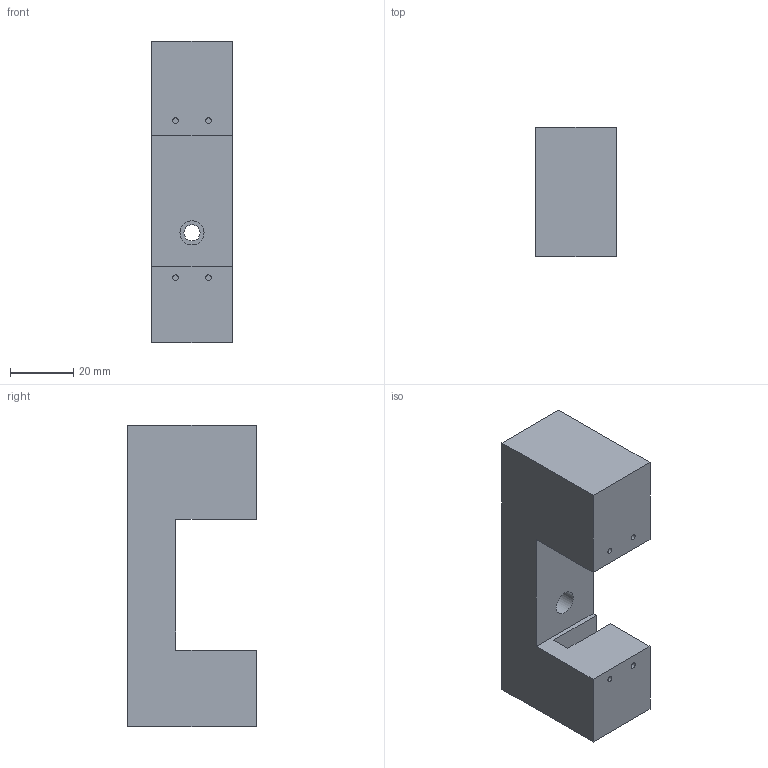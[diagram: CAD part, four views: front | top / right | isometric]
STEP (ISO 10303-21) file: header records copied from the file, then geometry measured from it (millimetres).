
FILE_DESCRIPTION(/* description */ ('STEP AP242','CAx-IF Rec.Pracs.---Representation and Presentation of Product Manufacturing Information (PMI)---4.0---2014-10-13','CAx-IF Rec.Pracs.---3D Tessellated Geometry---0.4---2014-09-14','2;1'),/* implementation_level */ '2;1');
FILE_NAME(/* name */ '680511ad98032d76349d98a8',/* time_stamp */ '2025-04-20T15:24:29Z',/* author */ (''),/* organization */ (''),/* preprocessor_version */ 'ST-DEVELOPER v20',/* originating_system */ 'ONSHAPE BY PTC INC, 1.196',/* authorisation */ ' ');
FILE_SCHEMA (('AP242_MANAGED_MODEL_BASED_3D_ENGINEERING_MIM_LF { 1 0 10303 442 1 1 4 }'));
Length unit declared in the file: metre
Products named in the file (1): Part 3
Bounding box: 25.4 x 40.64 x 95.25 mm (x, y, z)
Volume: 68219.8 mm3; surface area: 14993.4 mm2
Topology: 1 solids, 1 shells, 25 faces, 54 edges, 36 vertices
Faces by surface type: plane 19, cylinder 6
Full cylindrical faces by diameter (mm): 1.8 x4, 5.08 x1, 7.62 x1
Entity records: 676 total; most frequent: DIRECTION 112, CARTESIAN_POINT 110, ORIENTED_EDGE 96, EDGE_CURVE 48, EDGE_LOOP 38, FACE_BOUND 38, AXIS2_PLACEMENT_3D 38, LINE 36
